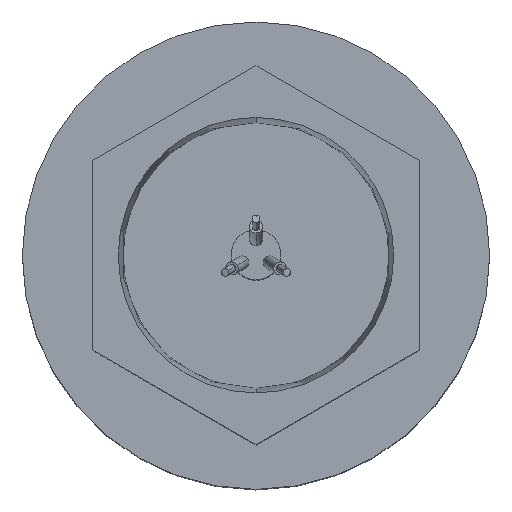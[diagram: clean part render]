
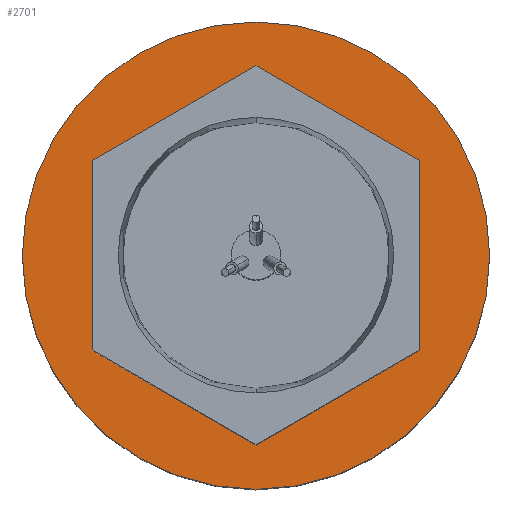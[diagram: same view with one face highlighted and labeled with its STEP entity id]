
A CAD part, top view. The second image highlights one B-rep face of the part: STEP entity #2701.
In plain terms, the highlighted planar face has unit normal (0, 0, 1).
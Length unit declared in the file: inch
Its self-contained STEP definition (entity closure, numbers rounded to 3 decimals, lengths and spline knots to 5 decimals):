
#22 = CARTESIAN_POINT ( 'NONE',  ( -0.89063, 0., 4.0686 ) ) ;
#31 = CIRCLE ( 'NONE', #3149, 0.89063 ) ;
#193 = CARTESIAN_POINT ( 'NONE',  ( -0.625, -0.36084, 4.0686 ) ) ;
#194 = EDGE_CURVE ( 'NONE', #1649, #569, #1710, .T. ) ;
#220 = CARTESIAN_POINT ( 'NONE',  ( 0., 0., 4.0686 ) ) ;
#310 = CARTESIAN_POINT ( 'NONE',  ( -0.625, 0., 4.0686 ) ) ;
#402 = EDGE_CURVE ( 'NONE', #2794, #1649, #2682, .T. ) ;
#415 = VERTEX_POINT ( 'NONE', #2016 ) ;
#467 = CARTESIAN_POINT ( 'NONE',  ( 0., 0., 4.0686 ) ) ;
#510 = FACE_BOUND ( 'NONE', #698, .T. ) ;
#556 = CARTESIAN_POINT ( 'NONE',  ( -0.625, 0.36084, 4.0686 ) ) ;
#569 = VERTEX_POINT ( 'NONE', #2224 ) ;
#616 = VERTEX_POINT ( 'NONE', #1445 ) ;
#627 = LINE ( 'NONE', #2718, #3286 ) ;
#633 = ORIENTED_EDGE ( 'NONE', *, *, #3365, .F. ) ;
#698 = EDGE_LOOP ( 'NONE', ( #633, #2662, #3369, #2572, #2318, #744 ) ) ;
#704 = VERTEX_POINT ( 'NONE', #22 ) ;
#737 = VERTEX_POINT ( 'NONE', #2061 ) ;
#744 = ORIENTED_EDGE ( 'NONE', *, *, #1034, .F. ) ;
#771 = DIRECTION ( 'NONE',  ( 0., -1., 0. ) ) ;
#873 = CARTESIAN_POINT ( 'NONE',  ( 0.625, 0.36084, 4.0686 ) ) ;
#879 = DIRECTION ( 'NONE',  ( 0., 0., -1. ) ) ;
#957 = EDGE_LOOP ( 'NONE', ( #1519, #2780 ) ) ;
#973 = PLANE ( 'NONE',  #1631 ) ;
#1034 = EDGE_CURVE ( 'NONE', #737, #2794, #1946, .T. ) ;
#1067 = EDGE_CURVE ( 'NONE', #415, #704, #1174, .T. ) ;
#1173 = DIRECTION ( 'NONE',  ( 0., 1., 0. ) ) ;
#1174 = CIRCLE ( 'NONE', #2712, 0.89063 ) ;
#1177 = EDGE_CURVE ( 'NONE', #704, #415, #31, .T. ) ;
#1228 = VECTOR ( 'NONE', #1917, 39.37008 ) ;
#1246 = DIRECTION ( 'NONE',  ( 0., 0., -1. ) ) ;
#1444 = LINE ( 'NONE', #2279, #2015 ) ;
#1445 = CARTESIAN_POINT ( 'NONE',  ( 0.625, -0.36084, 4.0686 ) ) ;
#1451 = CARTESIAN_POINT ( 'NONE',  ( -0.625, -0.36084, 4.0686 ) ) ;
#1519 = ORIENTED_EDGE ( 'NONE', *, *, #1067, .F. ) ;
#1539 = VECTOR ( 'NONE', #2839, 39.37008 ) ;
#1631 = AXIS2_PLACEMENT_3D ( 'NONE', #467, #1796, #3366 ) ;
#1649 = VERTEX_POINT ( 'NONE', #193 ) ;
#1662 = DIRECTION ( 'NONE',  ( 1., 0., 0. ) ) ;
#1676 = CARTESIAN_POINT ( 'NONE',  ( 0., 0.72169, 4.0686 ) ) ;
#1710 = LINE ( 'NONE', #1451, #3328 ) ;
#1796 = DIRECTION ( 'NONE',  ( 0., 0., -1. ) ) ;
#1815 = VERTEX_POINT ( 'NONE', #873 ) ;
#1917 = DIRECTION ( 'NONE',  ( -0.866, -0.5, 0. ) ) ;
#1946 = LINE ( 'NONE', #1676, #1228 ) ;
#2015 = VECTOR ( 'NONE', #1173, 39.37008 ) ;
#2016 = CARTESIAN_POINT ( 'NONE',  ( 0.89063, 0., 4.0686 ) ) ;
#2035 = DIRECTION ( 'NONE',  ( 1., 0., 0. ) ) ;
#2061 = CARTESIAN_POINT ( 'NONE',  ( 0., 0.72169, 4.0686 ) ) ;
#2185 = CARTESIAN_POINT ( 'NONE',  ( 0., 0., 4.0686 ) ) ;
#2224 = CARTESIAN_POINT ( 'NONE',  ( 0., -0.72169, 4.0686 ) ) ;
#2255 = DIRECTION ( 'NONE',  ( 0.866, 0.5, 0. ) ) ;
#2279 = CARTESIAN_POINT ( 'NONE',  ( 0.625, 0., 4.0686 ) ) ;
#2289 = CARTESIAN_POINT ( 'NONE',  ( 0.625, 0.36084, 4.0686 ) ) ;
#2318 = ORIENTED_EDGE ( 'NONE', *, *, #402, .F. ) ;
#2572 = ORIENTED_EDGE ( 'NONE', *, *, #194, .F. ) ;
#2662 = ORIENTED_EDGE ( 'NONE', *, *, #2885, .F. ) ;
#2675 = VECTOR ( 'NONE', #771, 39.37008 ) ;
#2682 = LINE ( 'NONE', #310, #2675 ) ;
#2701 = ADVANCED_FACE ( 'NONE', ( #510, #2874 ), #973, .F. ) ;
#2712 = AXIS2_PLACEMENT_3D ( 'NONE', #2185, #879, #1662 ) ;
#2718 = CARTESIAN_POINT ( 'NONE',  ( 0., -0.72169, 4.0686 ) ) ;
#2780 = ORIENTED_EDGE ( 'NONE', *, *, #1177, .F. ) ;
#2794 = VERTEX_POINT ( 'NONE', #556 ) ;
#2839 = DIRECTION ( 'NONE',  ( -0.866, 0.5, 0. ) ) ;
#2874 = FACE_OUTER_BOUND ( 'NONE', #957, .T. ) ;
#2885 = EDGE_CURVE ( 'NONE', #616, #1815, #1444, .T. ) ;
#3149 = AXIS2_PLACEMENT_3D ( 'NONE', #220, #1246, #2035 ) ;
#3256 = EDGE_CURVE ( 'NONE', #569, #616, #627, .T. ) ;
#3286 = VECTOR ( 'NONE', #2255, 39.37008 ) ;
#3293 = DIRECTION ( 'NONE',  ( 0.866, -0.5, 0. ) ) ;
#3313 = LINE ( 'NONE', #2289, #1539 ) ;
#3328 = VECTOR ( 'NONE', #3293, 39.37008 ) ;
#3365 = EDGE_CURVE ( 'NONE', #1815, #737, #3313, .T. ) ;
#3366 = DIRECTION ( 'NONE',  ( -1., 0., 0. ) ) ;
#3369 = ORIENTED_EDGE ( 'NONE', *, *, #3256, .F. ) ;
